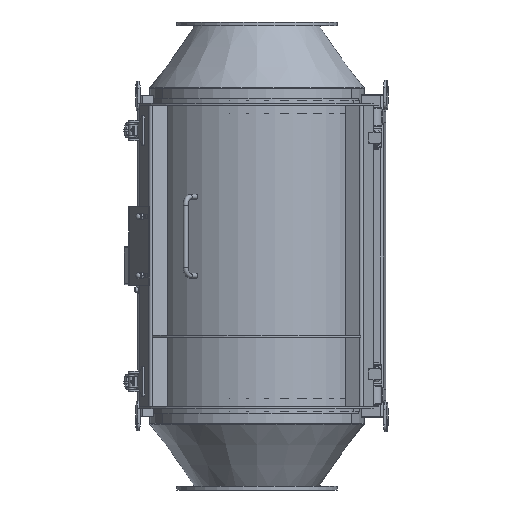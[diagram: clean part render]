
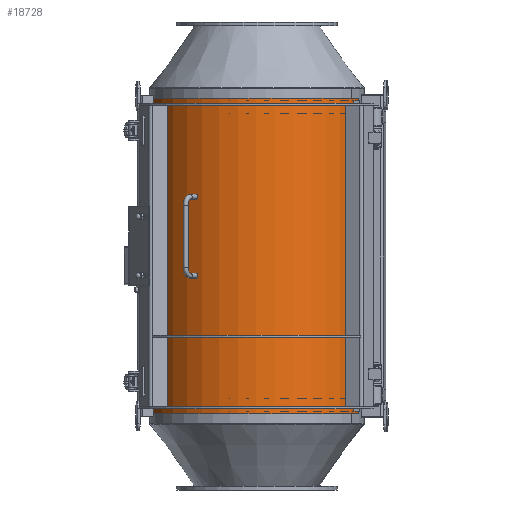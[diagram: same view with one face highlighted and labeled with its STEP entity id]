
A CAD part, front view. The second image highlights one B-rep face of the part: STEP entity #18728.
In plain terms, the highlighted cylindrical face has radius 223 mm (diameter 446 mm), a partial arc.
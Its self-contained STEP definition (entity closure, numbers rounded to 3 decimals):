
#1045=CYLINDRICAL_SURFACE('',#20336,223.);
#1750=FACE_OUTER_BOUND('',#3161,.T.);
#3161=EDGE_LOOP('',(#13653,#13654,#13655,#13656));
#4644=LINE('',#29207,#5984);
#4647=LINE('',#29216,#5987);
#5984=VECTOR('',#23809,10.);
#5987=VECTOR('',#23820,10.);
#7098=CIRCLE('',#20329,223.);
#7100=CIRCLE('',#20333,223.);
#8298=VERTEX_POINT('',#29197);
#8299=VERTEX_POINT('',#29199);
#8301=VERTEX_POINT('',#29205);
#8303=VERTEX_POINT('',#29211);
#10239=EDGE_CURVE('',#8298,#8299,#7098,.T.);
#10243=EDGE_CURVE('',#8301,#8298,#4644,.T.);
#10246=EDGE_CURVE('',#8301,#8303,#7100,.T.);
#10248=EDGE_CURVE('',#8303,#8299,#4647,.T.);
#13653=ORIENTED_EDGE('',*,*,#10248,.T.);
#13654=ORIENTED_EDGE('',*,*,#10239,.F.);
#13655=ORIENTED_EDGE('',*,*,#10243,.F.);
#13656=ORIENTED_EDGE('',*,*,#10246,.T.);
#18728=ADVANCED_FACE('',(#1750),#1045,.T.);
#20329=AXIS2_PLACEMENT_3D('',#29200,#23802,#23803);
#20333=AXIS2_PLACEMENT_3D('',#29213,#23815,#23816);
#20336=AXIS2_PLACEMENT_3D('',#29218,#23823,#23824);
#23802=DIRECTION('center_axis',(0.,0.,
1.));
#23803=DIRECTION('ref_axis',(-0.934,-0.358,0.));
#23809=DIRECTION('',(0.,0.,1.));
#23815=DIRECTION('center_axis',(0.,0.,
1.));
#23816=DIRECTION('ref_axis',(-0.934,-0.358,0.));
#23820=DIRECTION('',(0.,0.,1.));
#23823=DIRECTION('center_axis',(0.,0.,
1.));
#23824=DIRECTION('ref_axis',(0.934,-0.358,0.));
#29197=CARTESIAN_POINT('',(-209.487,-81.813,660.));
#29199=CARTESIAN_POINT('',(207.013,-81.813,660.));
#29200=CARTESIAN_POINT('Origin',(-1.237,-2.058,660.));
#29205=CARTESIAN_POINT('',(-209.487,-81.813,20.));
#29207=CARTESIAN_POINT('',(-209.487,-81.813,20.));
#29211=CARTESIAN_POINT('',(207.013,-81.813,20.));
#29213=CARTESIAN_POINT('Origin',(-1.237,-2.058,20.));
#29216=CARTESIAN_POINT('',(207.013,-81.813,20.));
#29218=CARTESIAN_POINT('Origin',(-1.237,-2.058,20.));
